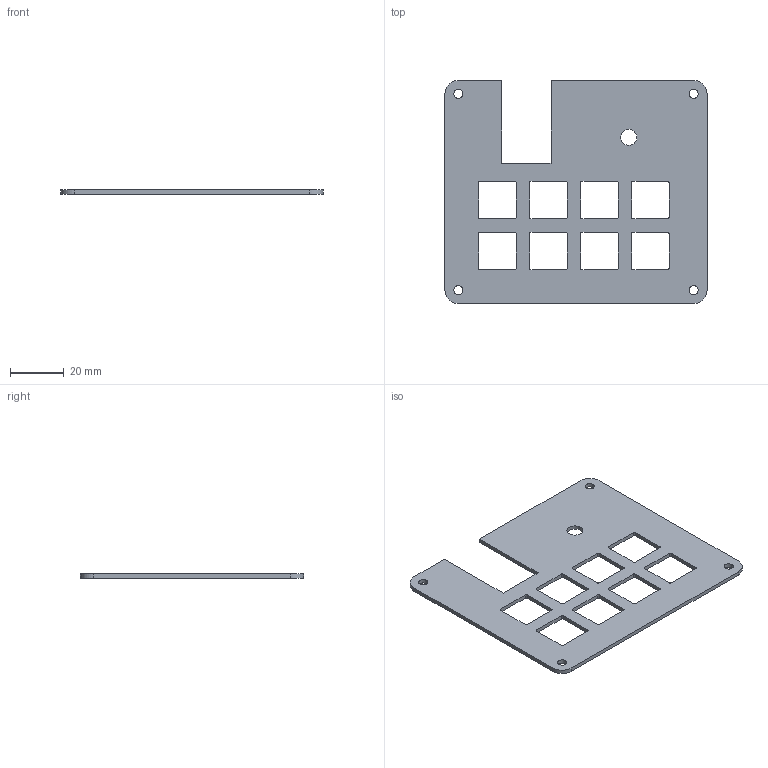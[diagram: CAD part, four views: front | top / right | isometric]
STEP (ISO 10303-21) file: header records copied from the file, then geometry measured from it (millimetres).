
FILE_DESCRIPTION(/* description */ (''),/* implementation_level */ '2;1');
FILE_NAME(/* name */ '16e306a6-6be2-411e-9628-ec24ddd58836.stp',/* time_stamp */ '2025-12-27T15:59:44Z',/* author */ (''),/* organization */ (''),/* preprocessor_version */ 'ST-DEVELOPER v20.1',/* originating_system */ 'Autodesk Translation Framework v14.24.0.0',/* authorisation */ '');
FILE_SCHEMA (('AUTOMOTIVE_DESIGN { 1 0 10303 214 3 1 1 }'));
Length unit declared in the file: millimetre
Products named in the file (1): 2025-12-26-23-52-23-257
Bounding box: 98 x 83.4 x 1.5 mm (x, y, z)
Volume: 8921 mm3; surface area: 13273.1 mm2
Topology: 1 solids, 1 shells, 83 faces, 243 edges, 162 vertices
Faces by surface type: plane 42, cylinder 41
Full cylindrical faces by diameter (mm): 3.4 x4, 6 x1
Entity records: 2864 total; most frequent: DIRECTION 493, CARTESIAN_POINT 489, ORIENTED_EDGE 486, EDGE_CURVE 243, AXIS2_PLACEMENT_3D 166, VERTEX_POINT 162, LINE 161, VECTOR 161
